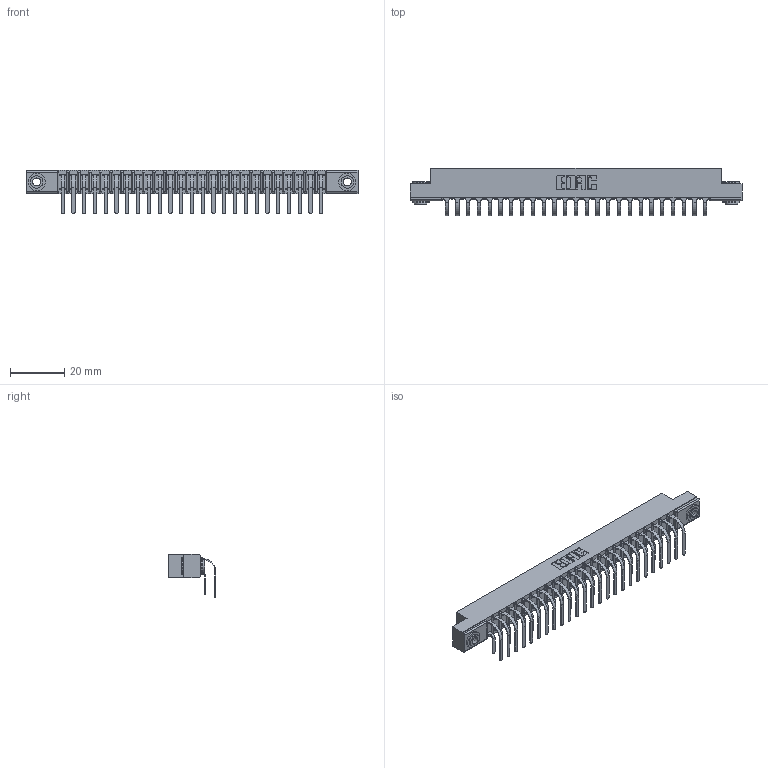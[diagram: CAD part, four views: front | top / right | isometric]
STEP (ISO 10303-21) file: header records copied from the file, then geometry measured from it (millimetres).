
FILE_DESCRIPTION (( 'STEP AP203' ), '1' );
FILE_NAME ('307-050-459-203.STEP', '2022-07-07T17:22:08', ( '' ), ( '' ), 'SwSTEP 2.0', 'SolidWorks 2020', '' );
FILE_SCHEMA (( 'CONFIG_CONTROL_DESIGN' ));
Length unit declared in the file: inch
Products named in the file (5): 307-290-001_558 559 - 1 (Single); 307-050-459-203; 307 Part_.156 Dia Mounting Holes; 307-290-001_559 - 2 (Single); 345-250-002_345-250-002-102
Assembly tree (53 placements, depth 2):
  307-050-459-203
    307 Part_.156 Dia Mounting Holes
    307-290-001_558 559 - 1 (Single)  x25
    307-290-001_559 - 2 (Single)  x25
    345-250-002_345-250-002-102  x2
Bounding box: 122.07 x 17.51 x 16.08 mm (x, y, z)
Volume: 8173.9 mm3; surface area: 15886.9 mm2
Topology: 53 solids, 53 shells, 2696 faces, 7535 edges, 4882 vertices
Faces by surface type: plane 1744, cylinder 892, sphere 52, cone 8
Entity records: 26840 total; most frequent: CARTESIAN_POINT 4380, ORIENTED_EDGE 4330, DIRECTION 4311, EDGE_CURVE 2165, VECTOR 1645, LINE 1645, VERTEX_POINT 1402, AXIS2_PLACEMENT_3D 1333
